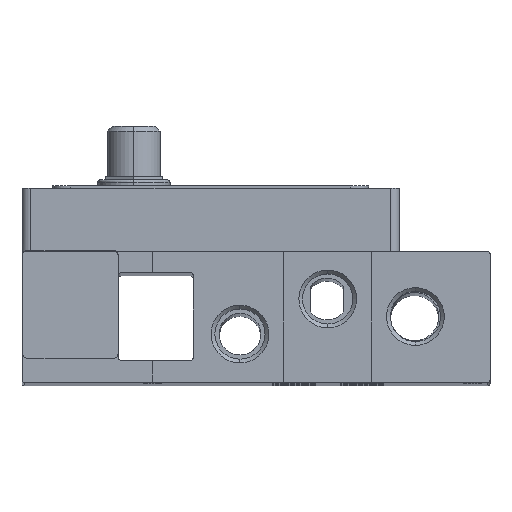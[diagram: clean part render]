
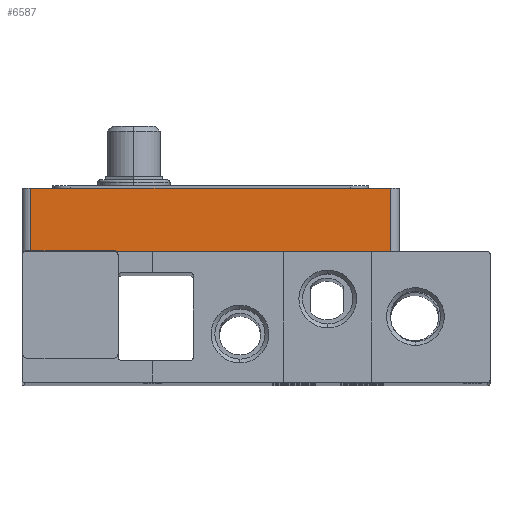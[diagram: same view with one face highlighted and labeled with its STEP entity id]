
A CAD part, top view. The second image highlights one B-rep face of the part: STEP entity #6587.
In plain terms, the highlighted planar face has unit normal (0, 0, 1).
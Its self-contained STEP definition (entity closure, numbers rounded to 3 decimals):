
#144 = VECTOR ( 'NONE', #13397, 1000. ) ;
#334 = DIRECTION ( 'NONE',  ( -1., 0., 0. ) ) ;
#672 = DIRECTION ( 'NONE',  ( 0., 1., 0. ) ) ;
#1428 = VECTOR ( 'NONE', #672, 1000. ) ;
#2620 = VERTEX_POINT ( 'NONE', #14779 ) ;
#2772 = AXIS2_PLACEMENT_3D ( 'NONE', #8637, #14340, #334 ) ;
#3418 = LINE ( 'NONE', #7702, #144 ) ;
#3876 = LINE ( 'NONE', #13951, #7827 ) ;
#5116 = CARTESIAN_POINT ( 'NONE',  ( 2., 29.8, -9. ) ) ;
#5381 = EDGE_LOOP ( 'NONE', ( #11615, #10859, #14608, #16452 ) ) ;
#5631 = LINE ( 'NONE', #17002, #12946 ) ;
#6210 = CARTESIAN_POINT ( 'NONE',  ( 84., 29.8, -9. ) ) ;
#6587 = ADVANCED_FACE ( 'NONE', ( #17229 ), #15927, .F. ) ;
#6858 = DIRECTION ( 'NONE',  ( 0., -1., 0. ) ) ;
#7702 = CARTESIAN_POINT ( 'NONE',  ( 2., 44.3, -9. ) ) ;
#7739 = EDGE_CURVE ( 'NONE', #2620, #8021, #3418, .T. ) ;
#7827 = VECTOR ( 'NONE', #6858, 1000. ) ;
#8021 = VERTEX_POINT ( 'NONE', #18142 ) ;
#8410 = EDGE_CURVE ( 'NONE', #12417, #16186, #5631, .T. ) ;
#8637 = CARTESIAN_POINT ( 'NONE',  ( 2., 44.3, -9. ) ) ;
#10562 = CARTESIAN_POINT ( 'NONE',  ( 2., 44.3, -9. ) ) ;
#10838 = EDGE_CURVE ( 'NONE', #8021, #12417, #3876, .T. ) ;
#10859 = ORIENTED_EDGE ( 'NONE', *, *, #7739, .F. ) ;
#11615 = ORIENTED_EDGE ( 'NONE', *, *, #10838, .F. ) ;
#12417 = VERTEX_POINT ( 'NONE', #6210 ) ;
#12946 = VECTOR ( 'NONE', #13927, 1000. ) ;
#13397 = DIRECTION ( 'NONE',  ( 1., 0., 0. ) ) ;
#13927 = DIRECTION ( 'NONE',  ( -1., 0., 0. ) ) ;
#13951 = CARTESIAN_POINT ( 'NONE',  ( 84., 44.3, -9. ) ) ;
#14340 = DIRECTION ( 'NONE',  ( 0., 0., -1. ) ) ;
#14608 = ORIENTED_EDGE ( 'NONE', *, *, #15287, .F. ) ;
#14779 = CARTESIAN_POINT ( 'NONE',  ( 2., 44.3, -9. ) ) ;
#15287 = EDGE_CURVE ( 'NONE', #16186, #2620, #16444, .T. ) ;
#15927 = PLANE ( 'NONE',  #2772 ) ;
#16186 = VERTEX_POINT ( 'NONE', #5116 ) ;
#16444 = LINE ( 'NONE', #10562, #1428 ) ;
#16452 = ORIENTED_EDGE ( 'NONE', *, *, #8410, .F. ) ;
#17002 = CARTESIAN_POINT ( 'NONE',  ( 106.2, 29.8, -9. ) ) ;
#17229 = FACE_OUTER_BOUND ( 'NONE', #5381, .T. ) ;
#18142 = CARTESIAN_POINT ( 'NONE',  ( 84., 44.3, -9. ) ) ;
